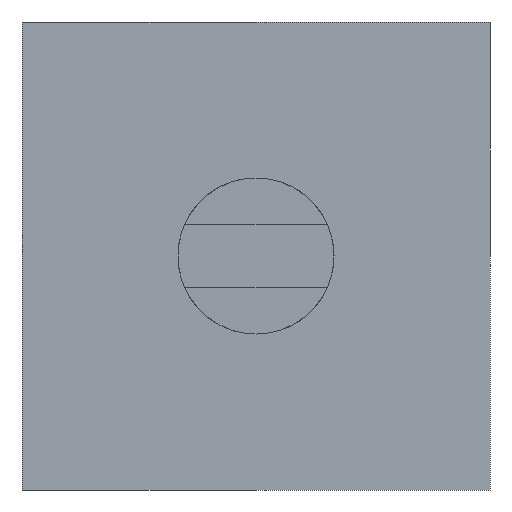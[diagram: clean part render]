
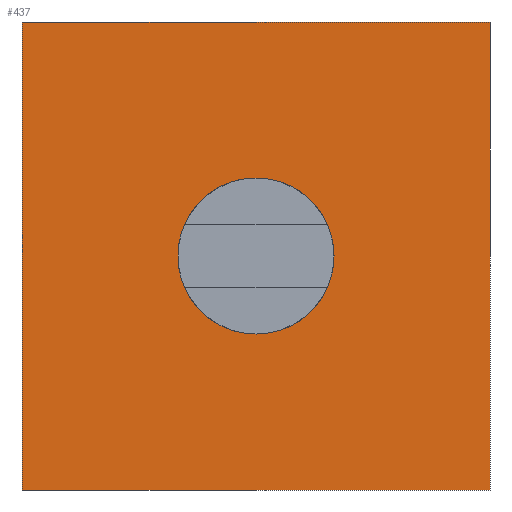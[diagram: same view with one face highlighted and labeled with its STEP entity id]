
A CAD part, front view. The second image highlights one B-rep face of the part: STEP entity #437.
In plain terms, the highlighted planar face has unit normal (0, -1, 0).
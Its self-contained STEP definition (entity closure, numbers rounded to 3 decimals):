
#24=FACE_BOUND('',#107,.T.);
#44=PLANE('',#490);
#74=FACE_OUTER_BOUND('',#106,.T.);
#106=EDGE_LOOP('',(#380,#381,#382,#383));
#107=EDGE_LOOP('',(#384));
#133=LINE('',#781,#164);
#137=LINE('',#789,#168);
#140=LINE('',#795,#171);
#143=LINE('',#800,#174);
#164=VECTOR('',#571,10.);
#168=VECTOR('',#577,10.);
#171=VECTOR('',#582,10.);
#174=VECTOR('',#587,10.);
#192=CIRCLE('',#484,2.5);
#222=VERTEX_POINT('',#775);
#223=VERTEX_POINT('',#779);
#224=VERTEX_POINT('',#780);
#227=VERTEX_POINT('',#788);
#229=VERTEX_POINT('',#794);
#271=EDGE_CURVE('',#222,#222,#192,.T.);
#272=EDGE_CURVE('',#223,#224,#133,.T.);
#276=EDGE_CURVE('',#224,#227,#137,.T.);
#279=EDGE_CURVE('',#227,#229,#140,.T.);
#282=EDGE_CURVE('',#229,#223,#143,.T.);
#380=ORIENTED_EDGE('',*,*,#282,.T.);
#381=ORIENTED_EDGE('',*,*,#272,.T.);
#382=ORIENTED_EDGE('',*,*,#276,.T.);
#383=ORIENTED_EDGE('',*,*,#279,.T.);
#384=ORIENTED_EDGE('',*,*,#271,.T.);
#437=ADVANCED_FACE('',(#74,#24),#44,.F.);
#484=AXIS2_PLACEMENT_3D('',#777,#567,#568);
#490=AXIS2_PLACEMENT_3D('',#803,#591,#592);
#567=DIRECTION('center_axis',(0.,1.,0.));
#568=DIRECTION('ref_axis',(1.,0.,0.));
#571=DIRECTION('',(0.,0.,-1.));
#577=DIRECTION('',(1.,0.,0.));
#582=DIRECTION('',(0.,0.,1.));
#587=DIRECTION('',(-1.,0.,0.));
#591=DIRECTION('center_axis',(0.,1.,0.));
#592=DIRECTION('ref_axis',(1.,0.,0.));
#775=CARTESIAN_POINT('',(5.,0.,7.5));
#777=CARTESIAN_POINT('Origin',(7.5,0.,7.5));
#779=CARTESIAN_POINT('',(0.,0.,15.));
#780=CARTESIAN_POINT('',(0.,0.,0.));
#781=CARTESIAN_POINT('',(0.,0.,15.));
#788=CARTESIAN_POINT('',(15.,0.,0.));
#789=CARTESIAN_POINT('',(0.,0.,0.));
#794=CARTESIAN_POINT('',(15.,0.,15.));
#795=CARTESIAN_POINT('',(15.,0.,0.));
#800=CARTESIAN_POINT('',(15.,0.,15.));
#803=CARTESIAN_POINT('Origin',(7.5,0.,7.5));
